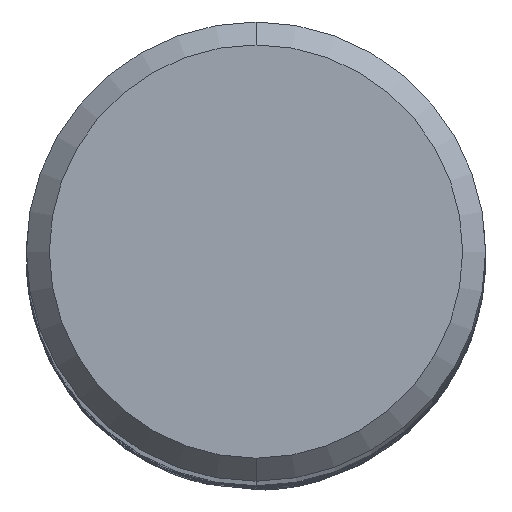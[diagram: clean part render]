
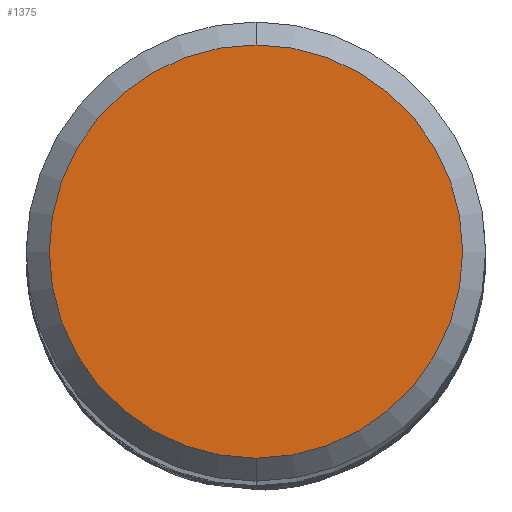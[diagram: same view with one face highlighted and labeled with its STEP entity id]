
A CAD part, top view. The second image highlights one B-rep face of the part: STEP entity #1375.
In plain terms, the highlighted planar face has unit normal (0, 0, 1).
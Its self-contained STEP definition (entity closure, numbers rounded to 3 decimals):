
#1145=EDGE_CURVE('',#1613,#1695,#2422,.T.);
#1375=ADVANCED_FACE('',(#2676),#2677,.T.);
#1455=EDGE_CURVE('',#1695,#1613,#2763,.T.);
#1613=VERTEX_POINT('',#2936);
#1695=VERTEX_POINT('',#3025);
#2422=CIRCLE('',#10875,3.6);
#2676=FACE_OUTER_BOUND('',#14895,.T.);
#2677=PLANE('',#14896);
#2763=CIRCLE('',#15691,3.6);
#2936=CARTESIAN_POINT('',(0.0,3.6,0.0));
#3025=CARTESIAN_POINT('',(0.,-3.6,0.0));
#10875=AXIS2_PLACEMENT_3D('',#25255,#25256,#25257);
#14895=EDGE_LOOP('',(#25504,#25505));
#14896=AXIS2_PLACEMENT_3D('',#25506,#25507,#25508);
#15691=AXIS2_PLACEMENT_3D('',#25597,#25598,#25599);
#25255=CARTESIAN_POINT('',(0.0,0.0,0.0));
#25256=DIRECTION('',(0.0,0.0,-1.0));
#25257=DIRECTION('',(0.0,1.0,0.0));
#25504=ORIENTED_EDGE('',*,*,#1145,.F.);
#25505=ORIENTED_EDGE('',*,*,#1455,.F.);
#25506=CARTESIAN_POINT('',(0.0,1.8,0.0));
#25507=DIRECTION('',(-0.0,0.0,1.0));
#25508=DIRECTION('',(0.0,-1.0,0.0));
#25597=CARTESIAN_POINT('',(0.0,0.0,0.0));
#25598=DIRECTION('',(0.0,0.0,-1.0));
#25599=DIRECTION('',(0.0,1.0,0.0));
